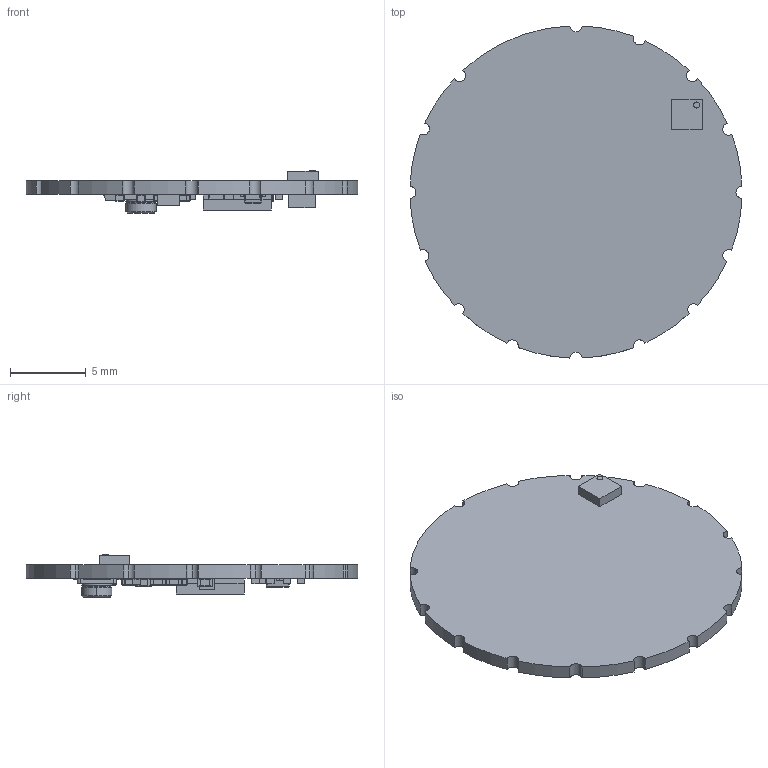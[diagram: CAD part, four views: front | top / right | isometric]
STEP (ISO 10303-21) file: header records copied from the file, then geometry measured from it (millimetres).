
FILE_DESCRIPTION(('Open CASCADE Model'),'2;1');
FILE_NAME('Open CASCADE Shape Model','2019-05-24T09:26:35',('Author'),( 'Open CASCADE'),'Open CASCADE STEP processor 6.8','Open CASCADE 6.8' ,'Unknown');
FILE_SCHEMA(('AUTOMOTIVE_DESIGN { 1 0 10303 214 1 1 1 1 }'));
Length unit declared in the file: millimetre
Products named in the file (96): PCB; Board; Open CASCADE STEP translator 6.8 1.1.1; Open CASCADE STEP translator 6.8 1.1.1.1; D1; SOD-923; CON2; SW3dPS-UFL-R-SMD; SW3dPS-UFL-R-SMD_Part_525; SW3dPS-UFL-R-SMD_Part_540; SW3dPS-UFL-R-SMD_Part_739; SW3dPS-UFL-R-SMD_Part_555; SW3dPS-UFL-R-SMD_Part_578; SW3dPS-UFL-R-SMD_Part_562; X1; 6799129664; Extruded; U1; ZOE_S-LGA51; U-Blox_ZOE_S-LGA51_body; u-Blox_ZOE_S-LGA51_ball; U3; 6799412176; 6799411776; Cylinder; U2; 6799412976; T1; SOT-563; R11; 6575815104; Mid_Body; Terminal; Open_CASCADE_STEP_translator_6.8_3.2.1; Mark; R10; 6283792032; R9; R8; R7 ...
Assembly tree (160 placements, depth 5):
  PCB
    Board
      Open CASCADE STEP translator 6.8 1.1.1
        Open CASCADE STEP translator 6.8 1.1.1.1
    D1
      SOD-923
    CON2
      SW3dPS-UFL-R-SMD
        SW3dPS-UFL-R-SMD_Part_525
        SW3dPS-UFL-R-SMD_Part_540
        SW3dPS-UFL-R-SMD_Part_739
        SW3dPS-UFL-R-SMD_Part_555
        SW3dPS-UFL-R-SMD_Part_578
        SW3dPS-UFL-R-SMD_Part_562
    X1
      6799129664
        Extruded
    U1
      ZOE_S-LGA51
        U-Blox_ZOE_S-LGA51_body
        u-Blox_ZOE_S-LGA51_ball  x51
    U3
      6799412176
        Extruded
      6799411776
        Cylinder
    U2
      6799412976
        Extruded
    T1
      SOT-563
    R11
      6575815104
        Mid_Body
        Terminal  x2
          Open_CASCADE_STEP_translator_6.8_3.2.1
        Mark
    R10
      6283792032
        Mid_Body
        Terminal  x2
          Open_CASCADE_STEP_translator_6.8_3.2.1
        Mark
    R9
      6575815104
        Mid_Body
        Terminal  x2
          Open_CASCADE_STEP_translator_6.8_3.2.1
        Mark
    R8
      6283792032
        Mid_Body
        Terminal  x2
          Open_CASCADE_STEP_translator_6.8_3.2.1
        Mark
    R7
      6283792032
        Mid_Body
        Terminal  x2
          Open_CASCADE_STEP_translator_6.8_3.2.1
Bounding box: 21.99 x 21.99 x 2.8 mm (x, y, z)
Volume: 374.7 mm3; surface area: 1095.8 mm2
Topology: 136 solids, 136 shells, 2061 faces, 4885 edges, 3048 vertices
Faces by surface type: plane 1201, cylinder 361, bspline 187, torus 102, revolution 102, sphere 100, cone 8
Full cylindrical faces by diameter (mm): 0.27 x51, 0.4 x1
Entity records: 42477 total; most frequent: CARTESIAN_POINT 11341, ORIENTED_EDGE 6062, DIRECTION 5338, EDGE_CURVE 3031, LINE 2290, VECTOR 2290, VERTEX_POINT 1968, AXIS2_PLACEMENT_3D 1523
